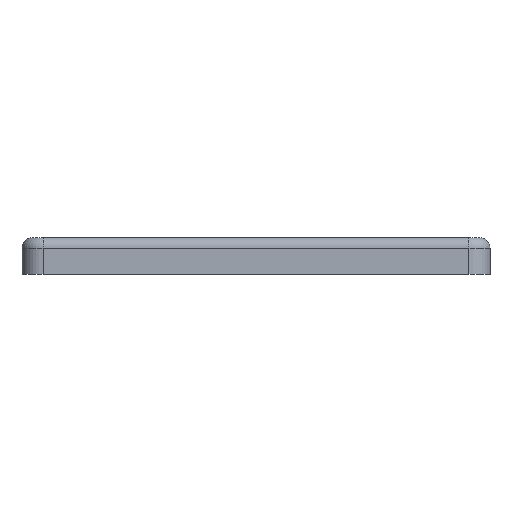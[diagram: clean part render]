
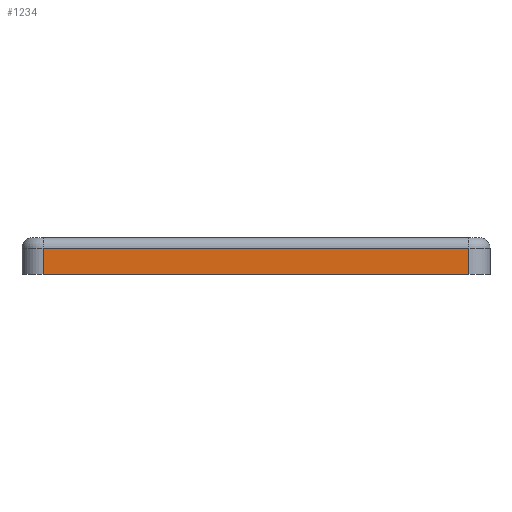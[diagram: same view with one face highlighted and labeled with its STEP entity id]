
A CAD part, left-side view. The second image highlights one B-rep face of the part: STEP entity #1234.
In plain terms, the highlighted face is planar.
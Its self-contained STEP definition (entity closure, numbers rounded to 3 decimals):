
#33=PLANE('',#1348);
#61=LINE('',#1964,#149);
#67=LINE('',#1988,#155);
#68=LINE('',#1990,#156);
#69=LINE('',#1992,#157);
#149=VECTOR('',#1549,1000.);
#155=VECTOR('',#1569,1000.);
#156=VECTOR('',#1570,1000.);
#157=VECTOR('',#1571,1000.);
#271=ORIENTED_EDGE('',*,*,#619,.T.);
#272=ORIENTED_EDGE('',*,*,#631,.F.);
#273=ORIENTED_EDGE('',*,*,#632,.F.);
#274=ORIENTED_EDGE('',*,*,#633,.T.);
#619=EDGE_CURVE('',#800,#799,#61,.T.);
#631=EDGE_CURVE('',#811,#799,#67,.T.);
#632=EDGE_CURVE('',#812,#811,#68,.T.);
#633=EDGE_CURVE('',#812,#800,#69,.T.);
#799=VERTEX_POINT('',#1963);
#800=VERTEX_POINT('',#1965);
#811=VERTEX_POINT('',#1989);
#812=VERTEX_POINT('',#1991);
#1000=EDGE_LOOP('',(#271,#272,#273,#274));
#1100=FACE_BOUND('',#1000,.T.);
#1234=ADVANCED_FACE('',(#1100),#33,.T.);
#1348=AXIS2_PLACEMENT_3D('',#1987,#1567,#1568);
#1549=DIRECTION('',(-1.,0.,0.));
#1567=DIRECTION('',(0.,0.,-1.));
#1568=DIRECTION('',(-1.,0.,0.));
#1569=DIRECTION('',(0.,-1.,0.));
#1570=DIRECTION('',(-1.,0.,0.));
#1571=DIRECTION('',(0.,-1.,0.));
#1963=CARTESIAN_POINT('',(-16.15,-2.8,-31.55));
#1964=CARTESIAN_POINT('',(16.15,-2.8,-31.55));
#1965=CARTESIAN_POINT('',(16.15,-2.8,-31.55));
#1987=CARTESIAN_POINT('',(16.15,0.,-31.55));
#1988=CARTESIAN_POINT('',(-16.15,0.,-31.55));
#1989=CARTESIAN_POINT('',(-16.15,-0.8,-31.55));
#1990=CARTESIAN_POINT('',(16.15,-0.8,-31.55));
#1991=CARTESIAN_POINT('',(16.15,-0.8,-31.55));
#1992=CARTESIAN_POINT('',(16.15,0.,-31.55));
